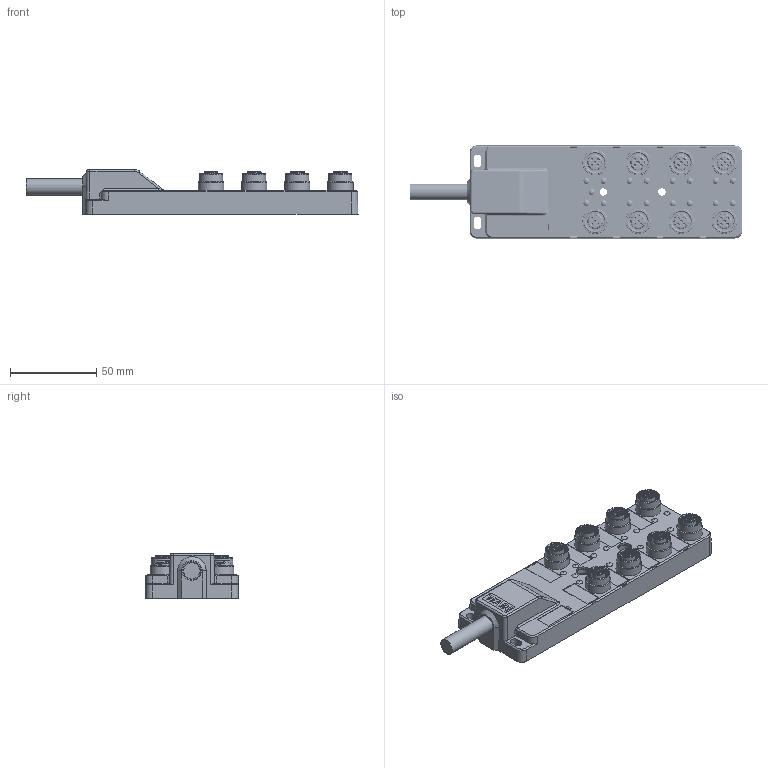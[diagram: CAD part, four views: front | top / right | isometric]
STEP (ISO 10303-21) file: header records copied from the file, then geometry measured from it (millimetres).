
FILE_DESCRIPTION(/* description */ (''),/* implementation_level */ '2;1');
FILE_NAME(/* name */ '3D_SJB-M12-8F04A-L-PUR,成品_stp_stp.stp',/* time_stamp */ '2023-11-29T16:53:06+08:00',/* author */ (''),/* organization */ (''),/* preprocessor_version */ 'ST-DEVELOPER v18.1',/* originating_system */ 'SIEMENS PLM Software NX 1980',/* authorisation */ '');
FILE_SCHEMA (('AUTOMOTIVE_DESIGN { 1 0 10303 214 3 1 1 1 }'));
Products named in the file (1): 3D_SJB-M12-8F05A-L-PUR,成品_stp_stp
Bounding box: 192.65 x 54 x 26 mm (x, y, z)
Volume: 134.7 mm3; surface area: 42013.4 mm2
Topology: 35 solids, 36 shells, 2470 faces, 6583 edges, 4239 vertices
Faces by surface type: plane 1143, cylinder 715, cone 401, torus 126, bspline 52, sphere 33
Full cylindrical faces by diameter (mm): 1.1 x32, 1.2 x40, 1.6 x64, 4.3 x2, 7.024 x2, 8 x2, 9.5 x2, 10.7 x8, 11 x1, 12.3 x8, 13.4 x8, 14.7 x8
Entity records: 88058 total; most frequent: CARTESIAN_POINT 33153, ORIENTED_EDGE 11816, DIRECTION 9842, EDGE_CURVE 5908, VERTEX_POINT 4008, AXIS2_PLACEMENT_3D 3783, EDGE_LOOP 3136, ADVANCED_FACE 2469
